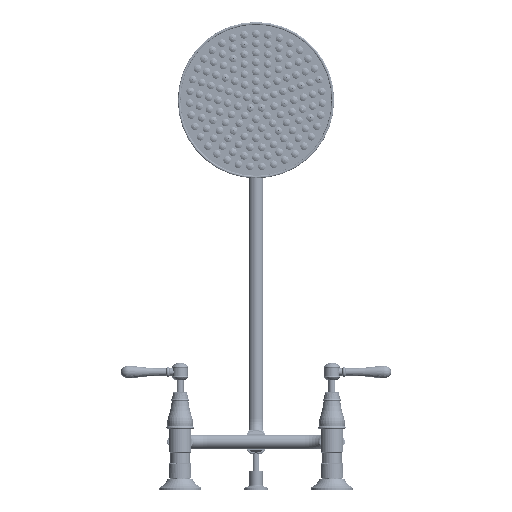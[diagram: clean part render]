
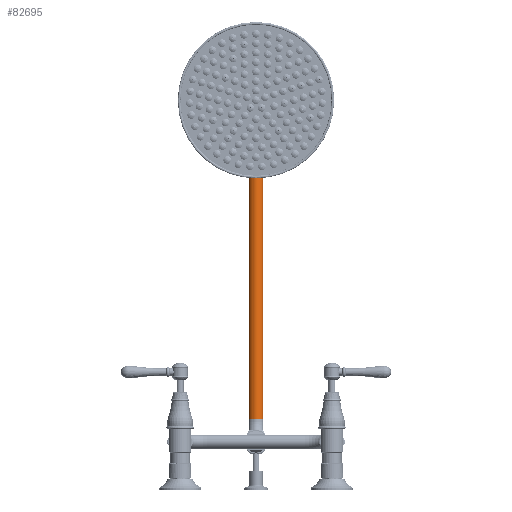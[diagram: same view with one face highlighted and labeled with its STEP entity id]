
A CAD part, front view. The second image highlights one B-rep face of the part: STEP entity #82695.
In plain terms, the highlighted cylindrical face has radius 9.5 mm (diameter 19 mm), a partial arc.
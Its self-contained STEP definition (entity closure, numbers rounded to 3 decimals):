
#2491 = DIRECTION ( 'NONE',  ( -1., 0., 0. ) ) ;
#3784 = DIRECTION ( 'NONE',  ( 0., 0., 1. ) ) ;
#4395 = ORIENTED_EDGE ( 'NONE', *, *, #26615, .F. ) ;
#4510 = EDGE_CURVE ( 'NONE', #136763, #38787, #33888, .T. ) ;
#5921 = EDGE_LOOP ( 'NONE', ( #4395, #33604, #59333, #119737, #49004, #39125 ) ) ;
#6398 = AXIS2_PLACEMENT_3D ( 'NONE', #16673, #111988, #112672 ) ;
#11487 = CIRCLE ( 'NONE', #64842, 9.5 ) ;
#12870 = CARTESIAN_POINT ( 'NONE',  ( 195., 74., 0. ) ) ;
#13887 = CARTESIAN_POINT ( 'NONE',  ( 195., 74., -9.5 ) ) ;
#16673 = CARTESIAN_POINT ( 'NONE',  ( 195., 74., 0. ) ) ;
#20400 = CARTESIAN_POINT ( 'NONE',  ( 195., 74., 9.5 ) ) ;
#24393 = LINE ( 'NONE', #57822, #77175 ) ;
#26615 = EDGE_CURVE ( 'NONE', #101968, #115000, #24393, .T. ) ;
#33604 = ORIENTED_EDGE ( 'NONE', *, *, #122086, .T. ) ;
#33888 = LINE ( 'NONE', #116709, #105792 ) ;
#38787 = VERTEX_POINT ( 'NONE', #116495 ) ;
#39125 = ORIENTED_EDGE ( 'NONE', *, *, #41228, .F. ) ;
#39761 = CIRCLE ( 'NONE', #6398, 9.5 ) ;
#41228 = EDGE_CURVE ( 'NONE', #115000, #43581, #89058, .T. ) ;
#42445 = AXIS2_PLACEMENT_3D ( 'NONE', #96955, #45424, #99013 ) ;
#43581 = VERTEX_POINT ( 'NONE', #126505 ) ;
#45424 = DIRECTION ( 'NONE',  ( -1., 0., 0. ) ) ;
#46331 = CARTESIAN_POINT ( 'NONE',  ( -195., 74., 0. ) ) ;
#49004 = ORIENTED_EDGE ( 'NONE', *, *, #62711, .F. ) ;
#56545 = CIRCLE ( 'NONE', #92079, 9.5 ) ;
#57141 = DIRECTION ( 'NONE',  ( -1., 0., 0. ) ) ;
#57822 = CARTESIAN_POINT ( 'NONE',  ( 195., 74., -9.5 ) ) ;
#59333 = ORIENTED_EDGE ( 'NONE', *, *, #90217, .T. ) ;
#59392 = AXIS2_PLACEMENT_3D ( 'NONE', #12870, #76229, #3784 ) ;
#62711 = EDGE_CURVE ( 'NONE', #43581, #38787, #56545, .T. ) ;
#64842 = AXIS2_PLACEMENT_3D ( 'NONE', #118257, #75872, #118946 ) ;
#67125 = FACE_OUTER_BOUND ( 'NONE', #5921, .T. ) ;
#75872 = DIRECTION ( 'NONE',  ( -1., 0., 0. ) ) ;
#76229 = DIRECTION ( 'NONE',  ( -1., 0., 0. ) ) ;
#76393 = DIRECTION ( 'NONE',  ( -1., 0., 0. ) ) ;
#77175 = VECTOR ( 'NONE', #57141, 1000. ) ;
#82695 = ADVANCED_FACE ( 'NONE', ( #67125 ), #99161, .T. ) ;
#89058 = CIRCLE ( 'NONE', #42445, 9.5 ) ;
#90217 = EDGE_CURVE ( 'NONE', #96134, #136763, #11487, .T. ) ;
#92079 = AXIS2_PLACEMENT_3D ( 'NONE', #46331, #2491, #130517 ) ;
#96134 = VERTEX_POINT ( 'NONE', #133505 ) ;
#96955 = CARTESIAN_POINT ( 'NONE',  ( -195., 74., 0. ) ) ;
#99013 = DIRECTION ( 'NONE',  ( 0., 0., 1. ) ) ;
#99161 = CYLINDRICAL_SURFACE ( 'NONE', #59392, 9.5 ) ;
#101968 = VERTEX_POINT ( 'NONE', #13887 ) ;
#105792 = VECTOR ( 'NONE', #76393, 1000. ) ;
#107850 = CARTESIAN_POINT ( 'NONE',  ( -195., 74., -9.5 ) ) ;
#111988 = DIRECTION ( 'NONE',  ( -1., 0., 0. ) ) ;
#112672 = DIRECTION ( 'NONE',  ( 0., 0., 1. ) ) ;
#115000 = VERTEX_POINT ( 'NONE', #107850 ) ;
#116495 = CARTESIAN_POINT ( 'NONE',  ( -195., 74., 9.5 ) ) ;
#116709 = CARTESIAN_POINT ( 'NONE',  ( 195., 74., 9.5 ) ) ;
#118257 = CARTESIAN_POINT ( 'NONE',  ( 195., 74., 0. ) ) ;
#118946 = DIRECTION ( 'NONE',  ( 0., 0., 1. ) ) ;
#119737 = ORIENTED_EDGE ( 'NONE', *, *, #4510, .T. ) ;
#122086 = EDGE_CURVE ( 'NONE', #101968, #96134, #39761, .T. ) ;
#126505 = CARTESIAN_POINT ( 'NONE',  ( -195., 64.5, 0. ) ) ;
#130517 = DIRECTION ( 'NONE',  ( 0., 0., 1. ) ) ;
#133505 = CARTESIAN_POINT ( 'NONE',  ( 195., 64.5, 0. ) ) ;
#136763 = VERTEX_POINT ( 'NONE', #20400 ) ;
